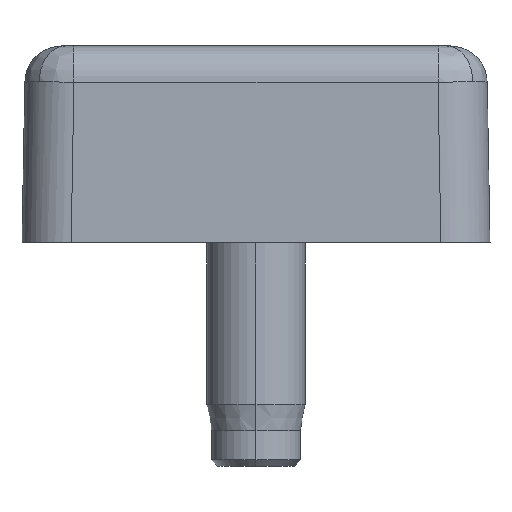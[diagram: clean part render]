
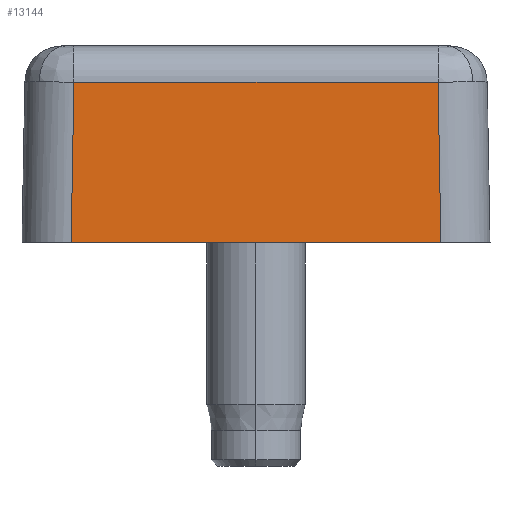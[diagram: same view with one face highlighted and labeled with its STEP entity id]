
A CAD part, left-side view. The second image highlights one B-rep face of the part: STEP entity #13144.
In plain terms, the highlighted planar face has unit normal (-1, 0, 0.018).
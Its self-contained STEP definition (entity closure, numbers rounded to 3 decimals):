
#68 = ORIENTED_EDGE ( 'NONE', *, *, #941, .F. ) ;
#941 = EDGE_CURVE ( 'NONE', #9711, #6727, #8311, .T. ) ;
#1098 = EDGE_LOOP ( 'NONE', ( #6375, #6722, #10124, #68 ) ) ;
#1148 = CARTESIAN_POINT ( 'NONE',  ( -37.872, -19.05, 13.052 ) ) ;
#2301 = VECTOR ( 'NONE', #5954, 1000. ) ;
#2969 = LINE ( 'NONE', #14747, #9896 ) ;
#3527 = DIRECTION ( 'NONE',  ( 0., 1., 0. ) ) ;
#3577 = VECTOR ( 'NONE', #13986, 1000. ) ;
#3619 = CARTESIAN_POINT ( 'NONE',  ( -38.1, -19.05, 0. ) ) ;
#4681 = EDGE_CURVE ( 'NONE', #5822, #10073, #11875, .T. ) ;
#4871 = PLANE ( 'NONE',  #14524 ) ;
#5677 = VECTOR ( 'NONE', #13598, 1000. ) ;
#5822 = VERTEX_POINT ( 'NONE', #11660 ) ;
#5954 = DIRECTION ( 'NONE',  ( 0.017, 0.017, 1. ) ) ;
#6375 = ORIENTED_EDGE ( 'NONE', *, *, #8104, .T. ) ;
#6722 = ORIENTED_EDGE ( 'NONE', *, *, #4681, .T. ) ;
#6727 = VERTEX_POINT ( 'NONE', #11013 ) ;
#8104 = EDGE_CURVE ( 'NONE', #9711, #5822, #2969, .T. ) ;
#8311 = LINE ( 'NONE', #1148, #3577 ) ;
#9711 = VERTEX_POINT ( 'NONE', #18535 ) ;
#9896 = VECTOR ( 'NONE', #18771, 1000. ) ;
#10073 = VERTEX_POINT ( 'NONE', #12768 ) ;
#10124 = ORIENTED_EDGE ( 'NONE', *, *, #14050, .T. ) ;
#10468 = CARTESIAN_POINT ( 'NONE',  ( -38.1, -15.051, 0. ) ) ;
#10904 = FACE_OUTER_BOUND ( 'NONE', #1098, .T. ) ;
#11013 = CARTESIAN_POINT ( 'NONE',  ( -37.872, -14.823, 13.052 ) ) ;
#11091 = DIRECTION ( 'NONE',  ( -1., 0., 0.017 ) ) ;
#11660 = CARTESIAN_POINT ( 'NONE',  ( -38.1, 15.051, 0. ) ) ;
#11875 = LINE ( 'NONE', #13411, #5677 ) ;
#12768 = CARTESIAN_POINT ( 'NONE',  ( -38.1, -15.051, 0. ) ) ;
#13144 = ADVANCED_FACE ( 'NONE', ( #10904 ), #4871, .T. ) ;
#13411 = CARTESIAN_POINT ( 'NONE',  ( -38.1, -19.05, 0. ) ) ;
#13598 = DIRECTION ( 'NONE',  ( 0., -1., 0. ) ) ;
#13986 = DIRECTION ( 'NONE',  ( 0., -1., 0. ) ) ;
#14050 = EDGE_CURVE ( 'NONE', #10073, #6727, #17843, .T. ) ;
#14524 = AXIS2_PLACEMENT_3D ( 'NONE', #3619, #11091, #3527 ) ;
#14747 = CARTESIAN_POINT ( 'NONE',  ( -37.872, 14.823, 13.052 ) ) ;
#17843 = LINE ( 'NONE', #10468, #2301 ) ;
#18535 = CARTESIAN_POINT ( 'NONE',  ( -37.872, 14.823, 13.052 ) ) ;
#18771 = DIRECTION ( 'NONE',  ( -0.017, 0.017, -1. ) ) ;
